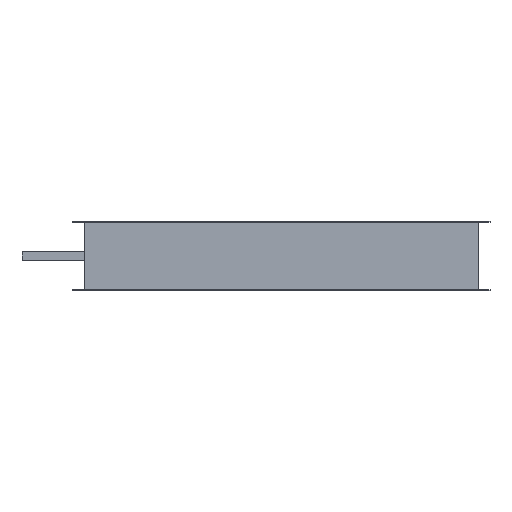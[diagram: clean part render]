
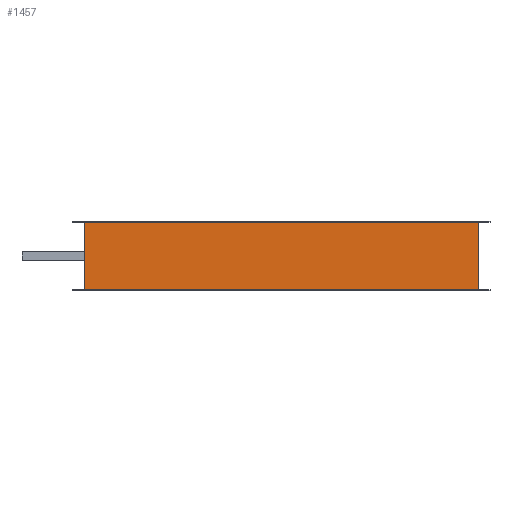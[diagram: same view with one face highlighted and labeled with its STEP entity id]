
A CAD part, front view. The second image highlights one B-rep face of the part: STEP entity #1457.
In plain terms, the highlighted planar face has unit normal (0, -1, 0).
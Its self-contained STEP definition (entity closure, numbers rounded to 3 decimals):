
#229 = VECTOR ( 'NONE', #565, 1000. ) ;
#264 = ORIENTED_EDGE ( 'NONE', *, *, #1092, .F. ) ;
#565 = DIRECTION ( 'NONE',  ( 0., 0., -1. ) ) ;
#618 = CARTESIAN_POINT ( 'NONE',  ( -350., -200., 60. ) ) ;
#689 = ORIENTED_EDGE ( 'NONE', *, *, #2029, .F. ) ;
#1039 = LINE ( 'NONE', #3778, #5530 ) ;
#1092 = EDGE_CURVE ( 'NONE', #1436, #2531, #5644, .T. ) ;
#1436 = VERTEX_POINT ( 'NONE', #2243 ) ;
#1457 = ADVANCED_FACE ( 'NONE', ( #3970 ), #2112, .F. ) ;
#1490 = DIRECTION ( 'NONE',  ( 1., 0., 0. ) ) ;
#1637 = DIRECTION ( 'NONE',  ( 0., 0., -1. ) ) ;
#2000 = DIRECTION ( 'NONE',  ( 1., 0., 0. ) ) ;
#2029 = EDGE_CURVE ( 'NONE', #2531, #5107, #4173, .T. ) ;
#2044 = CARTESIAN_POINT ( 'NONE',  ( 350., -200., 60. ) ) ;
#2112 = PLANE ( 'NONE',  #2728 ) ;
#2140 = VERTEX_POINT ( 'NONE', #5226 ) ;
#2177 = EDGE_CURVE ( 'NONE', #1436, #2140, #3768, .T. ) ;
#2243 = CARTESIAN_POINT ( 'NONE',  ( -350., -200., 60. ) ) ;
#2285 = ORIENTED_EDGE ( 'NONE', *, *, #2177, .T. ) ;
#2531 = VERTEX_POINT ( 'NONE', #2044 ) ;
#2728 = AXIS2_PLACEMENT_3D ( 'NONE', #3533, #4418, #5290 ) ;
#3218 = CARTESIAN_POINT ( 'NONE',  ( -350., -200., 60. ) ) ;
#3456 = CARTESIAN_POINT ( 'NONE',  ( 350., -200., -60. ) ) ;
#3480 = VECTOR ( 'NONE', #1637, 1000. ) ;
#3487 = CARTESIAN_POINT ( 'NONE',  ( 350., -200., 60. ) ) ;
#3533 = CARTESIAN_POINT ( 'NONE',  ( -350., -200., 60. ) ) ;
#3768 = LINE ( 'NONE', #3218, #229 ) ;
#3778 = CARTESIAN_POINT ( 'NONE',  ( -350., -200., -60. ) ) ;
#3848 = VECTOR ( 'NONE', #1490, 1000. ) ;
#3970 = FACE_OUTER_BOUND ( 'NONE', #5657, .T. ) ;
#4173 = LINE ( 'NONE', #3487, #3480 ) ;
#4418 = DIRECTION ( 'NONE',  ( 0., 1., 0. ) ) ;
#4429 = EDGE_CURVE ( 'NONE', #2140, #5107, #1039, .T. ) ;
#5107 = VERTEX_POINT ( 'NONE', #3456 ) ;
#5226 = CARTESIAN_POINT ( 'NONE',  ( -350., -200., -60. ) ) ;
#5290 = DIRECTION ( 'NONE',  ( 0., 0., 1. ) ) ;
#5462 = ORIENTED_EDGE ( 'NONE', *, *, #4429, .T. ) ;
#5530 = VECTOR ( 'NONE', #2000, 1000. ) ;
#5644 = LINE ( 'NONE', #618, #3848 ) ;
#5657 = EDGE_LOOP ( 'NONE', ( #5462, #689, #264, #2285 ) ) ;
